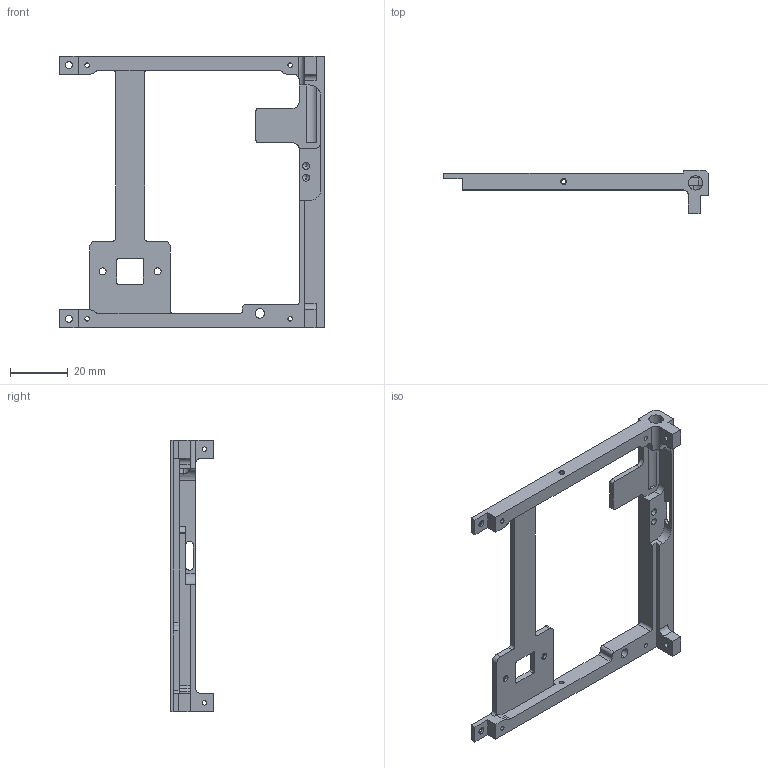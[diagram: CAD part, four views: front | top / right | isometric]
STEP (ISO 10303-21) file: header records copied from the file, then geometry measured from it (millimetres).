
FILE_DESCRIPTION (( 'STEP AP214' ), '1' );
FILE_NAME ('CS05_V3_YM.STEP', '2022-07-28T09:13:33', ( '' ), ( '' ), 'SwSTEP 2.0', 'SolidWorks 2021', '' );
FILE_SCHEMA (( 'AUTOMOTIVE_DESIGN' ));
Length unit declared in the file: millimetre
Products named in the file (1): CS05_V3_YM
Bounding box: 91.4 x 14.9 x 94 mm (x, y, z)
Volume: 12900.8 mm3; surface area: 10883.7 mm2
Topology: 1 solids, 1 shells, 147 faces, 428 edges, 278 vertices
Faces by surface type: cylinder 70, plane 61, cone 16
Entity records: 5212 total; most frequent: CARTESIAN_POINT 888, DIRECTION 870, ORIENTED_EDGE 848, EDGE_CURVE 424, AXIS2_PLACEMENT_3D 302, VERTEX_POINT 278, LINE 266, VECTOR 266
